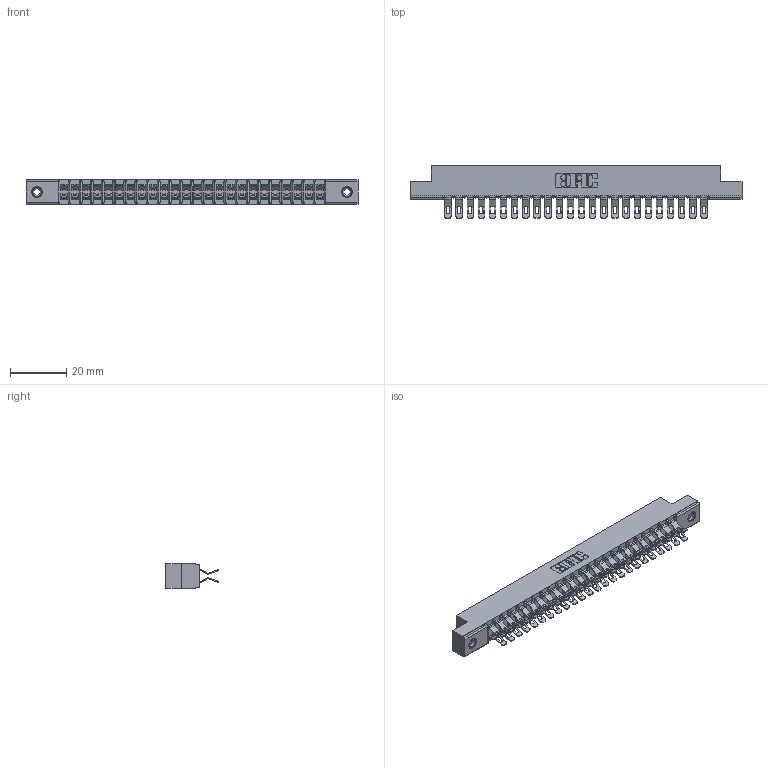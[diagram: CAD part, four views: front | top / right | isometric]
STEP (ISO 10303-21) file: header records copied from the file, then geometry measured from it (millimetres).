
FILE_DESCRIPTION (( 'STEP AP203' ), '1' );
FILE_NAME ('357-048-555-208.STEP', '2019-09-18T09:54:25', ( '' ), ( '' ), 'SwSTEP 2.0', 'SolidWorks 2016', '' );
FILE_SCHEMA (( 'CONFIG_CONTROL_DESIGN' ));
Length unit declared in the file: inch
Products named in the file (4): 307-290-001_555; 307 Part_.156 Dia Mounting Holes; 345-250-001_345-250-003-102; 357-048-555-208
Assembly tree (51 placements, depth 2):
  357-048-555-208
    307 Part_.156 Dia Mounting Holes
    307-290-001_555  x48
    345-250-001_345-250-003-102  x2
Bounding box: 118.11 x 18.75 x 8.71 mm (x, y, z)
Volume: 7861.9 mm3; surface area: 14801.9 mm2
Topology: 51 solids, 51 shells, 3131 faces, 9147 edges, 5958 vertices
Faces by surface type: plane 1734, cylinder 1331, sphere 50, cone 12, torus 4
Entity records: 25284 total; most frequent: CARTESIAN_POINT 4131, ORIENTED_EDGE 4088, DIRECTION 4070, EDGE_CURVE 2044, VECTOR 1548, LINE 1548, VERTEX_POINT 1322, AXIS2_PLACEMENT_3D 1261
